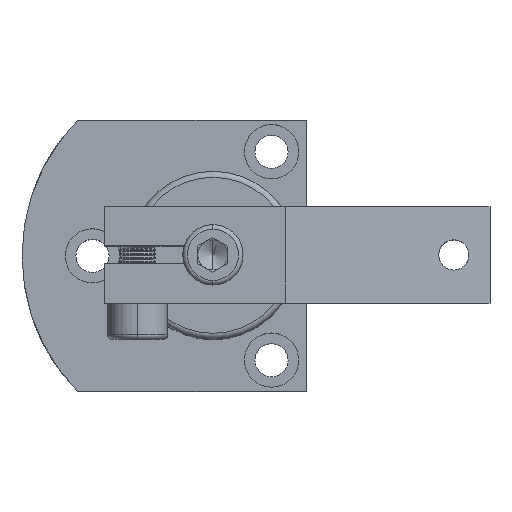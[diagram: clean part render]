
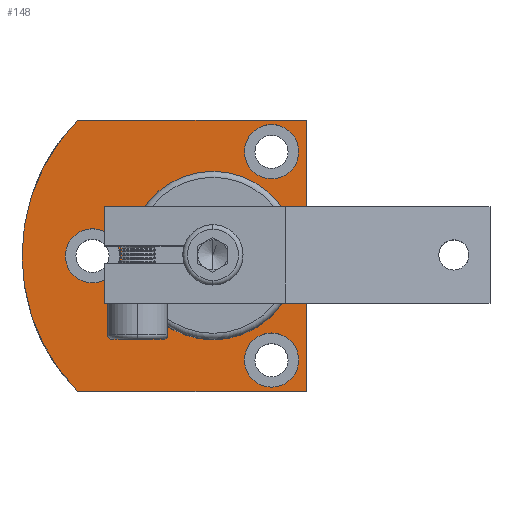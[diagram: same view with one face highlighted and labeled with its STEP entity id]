
A CAD part, top view. The second image highlights one B-rep face of the part: STEP entity #148.
In plain terms, the highlighted planar face has unit normal (0, 0, 1).
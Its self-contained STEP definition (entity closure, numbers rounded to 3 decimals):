
#148 = ADVANCED_FACE ( 'NONE', ( #7587, #7671, #7585, #7580, #7594 ), #2099, .T. ) ;
#1097 = AXIS2_PLACEMENT_3D ( 'NONE', #2098, #2125, #2079 ) ;
#2079 = DIRECTION ( 'NONE',  ( 1., 0., 0. ) ) ;
#2098 = CARTESIAN_POINT ( 'NONE',  ( 0., 0., 25. ) ) ;
#2099 = PLANE ( 'NONE',  #1097 ) ;
#2125 = DIRECTION ( 'NONE',  ( 0., 0., 1. ) ) ;
#2417 = VERTEX_POINT ( 'NONE', #4444 ) ;
#2432 = VERTEX_POINT ( 'NONE', #4457 ) ;
#2476 = VERTEX_POINT ( 'NONE', #4486 ) ;
#2484 = VERTEX_POINT ( 'NONE', #4493 ) ;
#2552 = VERTEX_POINT ( 'NONE', #4551 ) ;
#2614 = VERTEX_POINT ( 'NONE', #4609 ) ;
#2650 = VERTEX_POINT ( 'NONE', #4641 ) ;
#2712 = VERTEX_POINT ( 'NONE', #4667 ) ;
#2717 = VERTEX_POINT ( 'NONE', #4670 ) ;
#2758 = EDGE_LOOP ( 'NONE', ( #8691, #8532, #8502, #8569, #8558 ) ) ;
#2759 = EDGE_LOOP ( 'NONE', ( #3139, #3284 ) ) ;
#2760 = EDGE_LOOP ( 'NONE', ( #8479, #8583 ) ) ;
#2761 = EDGE_LOOP ( 'NONE', ( #3277, #8566 ) ) ;
#2763 = EDGE_LOOP ( 'NONE', ( #8635, #8682 ) ) ;
#2911 = VERTEX_POINT ( 'NONE', #4697 ) ;
#2937 = VERTEX_POINT ( 'NONE', #4706 ) ;
#2963 = VERTEX_POINT ( 'NONE', #4714 ) ;
#2966 = VERTEX_POINT ( 'NONE', #4716 ) ;
#3139 = ORIENTED_EDGE ( 'NONE', *, *, #6154, .F. ) ;
#3277 = ORIENTED_EDGE ( 'NONE', *, *, #6176, .F. ) ;
#3284 = ORIENTED_EDGE ( 'NONE', *, *, #4146, .F. ) ;
#4128 = EDGE_CURVE ( 'NONE', #2650, #2963, #7698, .T. ) ;
#4146 = EDGE_CURVE ( 'NONE', #2712, #2937, #7730, .T. ) ;
#4169 = EDGE_CURVE ( 'NONE', #2476, #2911, #7806, .T. ) ;
#4444 = CARTESIAN_POINT ( 'NONE',  ( -22.454, 22.5, 25. ) ) ;
#4457 = CARTESIAN_POINT ( 'NONE',  ( -31.7, 0., 25. ) ) ;
#4486 = CARTESIAN_POINT ( 'NONE',  ( 5.229, -17.3, 25. ) ) ;
#4493 = CARTESIAN_POINT ( 'NONE',  ( 15.5, -22.5, 25. ) ) ;
#4551 = CARTESIAN_POINT ( 'NONE',  ( 13.95, 0., 25. ) ) ;
#4609 = CARTESIAN_POINT ( 'NONE',  ( -13.95, 0., 25. ) ) ;
#4641 = CARTESIAN_POINT ( 'NONE',  ( -24.5, 0., 25. ) ) ;
#4667 = CARTESIAN_POINT ( 'NONE',  ( 5.229, 17.3, 25. ) ) ;
#4670 = CARTESIAN_POINT ( 'NONE',  ( 15.5, 22.5, 25. ) ) ;
#4697 = CARTESIAN_POINT ( 'NONE',  ( 14.229, -17.3, 25. ) ) ;
#4706 = CARTESIAN_POINT ( 'NONE',  ( 14.229, 17.3, 25. ) ) ;
#4714 = CARTESIAN_POINT ( 'NONE',  ( -15.5, 0., 25. ) ) ;
#4716 = CARTESIAN_POINT ( 'NONE',  ( -22.454, -22.5, 25. ) ) ;
#4880 = CARTESIAN_POINT ( 'NONE',  ( -20., 0., 25. ) ) ;
#4881 = DIRECTION ( 'NONE',  ( 0., 0., 1. ) ) ;
#4882 = DIRECTION ( 'NONE',  ( 1., 0., 0. ) ) ;
#5103 = LINE ( 'NONE', #6546, #5109 ) ;
#5106 = LINE ( 'NONE', #6535, #5111 ) ;
#5109 = VECTOR ( 'NONE', #6551, 1000. ) ;
#5111 = VECTOR ( 'NONE', #6552, 1000. ) ;
#5112 = CIRCLE ( 'NONE', #8917, 32. ) ;
#5117 = CIRCLE ( 'NONE', #8919, 32. ) ;
#5128 = CIRCLE ( 'NONE', #8922, 4.5 ) ;
#5134 = CIRCLE ( 'NONE', #8924, 4.5 ) ;
#5136 = CIRCLE ( 'NONE', #8925, 13.95 ) ;
#5891 = CARTESIAN_POINT ( 'NONE',  ( 9.729, 17.3, 25. ) ) ;
#5892 = DIRECTION ( 'NONE',  ( 0., 0., 1. ) ) ;
#5893 = DIRECTION ( 'NONE',  ( 1., 0., 0. ) ) ;
#5946 = CARTESIAN_POINT ( 'NONE',  ( 9.729, -17.3, 25. ) ) ;
#5947 = DIRECTION ( 'NONE',  ( 0., 0., 1. ) ) ;
#5948 = DIRECTION ( 'NONE',  ( 1., 0., 0. ) ) ;
#5990 = EDGE_CURVE ( 'NONE', #2966, #2484, #7750, .T. ) ;
#6027 = EDGE_CURVE ( 'NONE', #2552, #2614, #7827, .T. ) ;
#6033 = EDGE_CURVE ( 'NONE', #2911, #2476, #7713, .T. ) ;
#6116 = EDGE_CURVE ( 'NONE', #2417, #2717, #5103, .T. ) ;
#6119 = EDGE_CURVE ( 'NONE', #2717, #2484, #5106, .T. ) ;
#6123 = EDGE_CURVE ( 'NONE', #2432, #2966, #5112, .T. ) ;
#6133 = EDGE_CURVE ( 'NONE', #2417, #2432, #5117, .T. ) ;
#6154 = EDGE_CURVE ( 'NONE', #2937, #2712, #5128, .T. ) ;
#6176 = EDGE_CURVE ( 'NONE', #2963, #2650, #5134, .T. ) ;
#6179 = EDGE_CURVE ( 'NONE', #2614, #2552, #5136, .T. ) ;
#6217 = CARTESIAN_POINT ( 'NONE',  ( 0., -22.5, 25. ) ) ;
#6223 = DIRECTION ( 'NONE',  ( 1., 0., 0. ) ) ;
#6333 = CARTESIAN_POINT ( 'NONE',  ( 0., 0., 25. ) ) ;
#6334 = DIRECTION ( 'NONE',  ( 0., 0., 1. ) ) ;
#6335 = DIRECTION ( 'NONE',  ( 1., 0., 0. ) ) ;
#6343 = CARTESIAN_POINT ( 'NONE',  ( 9.729, -17.3, 25. ) ) ;
#6344 = DIRECTION ( 'NONE',  ( 0., 0., 1. ) ) ;
#6345 = DIRECTION ( 'NONE',  ( 1., 0., 0. ) ) ;
#6535 = CARTESIAN_POINT ( 'NONE',  ( 15.5, 0., 25. ) ) ;
#6546 = CARTESIAN_POINT ( 'NONE',  ( 0., 22.5, 25. ) ) ;
#6551 = DIRECTION ( 'NONE',  ( 1., 0., 0. ) ) ;
#6552 = DIRECTION ( 'NONE',  ( 0., -1., 0. ) ) ;
#6559 = CARTESIAN_POINT ( 'NONE',  ( 0.3, 0., 25. ) ) ;
#6560 = DIRECTION ( 'NONE',  ( 0., 0., 1. ) ) ;
#6561 = DIRECTION ( 'NONE',  ( 1., 0., 0. ) ) ;
#6568 = CARTESIAN_POINT ( 'NONE',  ( 0.3, 0., 25. ) ) ;
#6569 = DIRECTION ( 'NONE',  ( 0., 0., 1. ) ) ;
#6570 = DIRECTION ( 'NONE',  ( 1., 0., 0. ) ) ;
#6643 = CARTESIAN_POINT ( 'NONE',  ( 9.729, 17.3, 25. ) ) ;
#6644 = DIRECTION ( 'NONE',  ( 0., 0., 1. ) ) ;
#6645 = DIRECTION ( 'NONE',  ( 1., 0., 0. ) ) ;
#6703 = CARTESIAN_POINT ( 'NONE',  ( -20., 0., 25. ) ) ;
#6704 = DIRECTION ( 'NONE',  ( 0., 0., 1. ) ) ;
#6705 = DIRECTION ( 'NONE',  ( 1., 0., 0. ) ) ;
#6708 = CARTESIAN_POINT ( 'NONE',  ( 0., 0., 25. ) ) ;
#6709 = DIRECTION ( 'NONE',  ( 0., 0., 1. ) ) ;
#6710 = DIRECTION ( 'NONE',  ( 1., 0., 0. ) ) ;
#7580 = FACE_OUTER_BOUND ( 'NONE', #2758, .T. ) ;
#7585 = FACE_BOUND ( 'NONE', #2763, .T. ) ;
#7587 = FACE_BOUND ( 'NONE', #2759, .T. ) ;
#7594 = FACE_BOUND ( 'NONE', #2760, .T. ) ;
#7671 = FACE_BOUND ( 'NONE', #2761, .T. ) ;
#7698 = CIRCLE ( 'NONE', #8863, 4.5 ) ;
#7713 = CIRCLE ( 'NONE', #8903, 4.5 ) ;
#7730 = CIRCLE ( 'NONE', #8870, 4.5 ) ;
#7750 = LINE ( 'NONE', #6217, #7754 ) ;
#7754 = VECTOR ( 'NONE', #6223, 1000. ) ;
#7806 = CIRCLE ( 'NONE', #8878, 4.5 ) ;
#7827 = CIRCLE ( 'NONE', #8902, 13.95 ) ;
#8479 = ORIENTED_EDGE ( 'NONE', *, *, #6179, .F. ) ;
#8502 = ORIENTED_EDGE ( 'NONE', *, *, #6123, .T. ) ;
#8532 = ORIENTED_EDGE ( 'NONE', *, *, #6133, .T. ) ;
#8558 = ORIENTED_EDGE ( 'NONE', *, *, #6119, .F. ) ;
#8566 = ORIENTED_EDGE ( 'NONE', *, *, #4128, .F. ) ;
#8569 = ORIENTED_EDGE ( 'NONE', *, *, #5990, .T. ) ;
#8583 = ORIENTED_EDGE ( 'NONE', *, *, #6027, .F. ) ;
#8635 = ORIENTED_EDGE ( 'NONE', *, *, #6033, .F. ) ;
#8682 = ORIENTED_EDGE ( 'NONE', *, *, #4169, .F. ) ;
#8691 = ORIENTED_EDGE ( 'NONE', *, *, #6116, .F. ) ;
#8863 = AXIS2_PLACEMENT_3D ( 'NONE', #4880, #4881, #4882 ) ;
#8870 = AXIS2_PLACEMENT_3D ( 'NONE', #5891, #5892, #5893 ) ;
#8878 = AXIS2_PLACEMENT_3D ( 'NONE', #5946, #5947, #5948 ) ;
#8902 = AXIS2_PLACEMENT_3D ( 'NONE', #6333, #6334, #6335 ) ;
#8903 = AXIS2_PLACEMENT_3D ( 'NONE', #6343, #6344, #6345 ) ;
#8917 = AXIS2_PLACEMENT_3D ( 'NONE', #6559, #6560, #6561 ) ;
#8919 = AXIS2_PLACEMENT_3D ( 'NONE', #6568, #6569, #6570 ) ;
#8922 = AXIS2_PLACEMENT_3D ( 'NONE', #6643, #6644, #6645 ) ;
#8924 = AXIS2_PLACEMENT_3D ( 'NONE', #6703, #6704, #6705 ) ;
#8925 = AXIS2_PLACEMENT_3D ( 'NONE', #6708, #6709, #6710 ) ;
